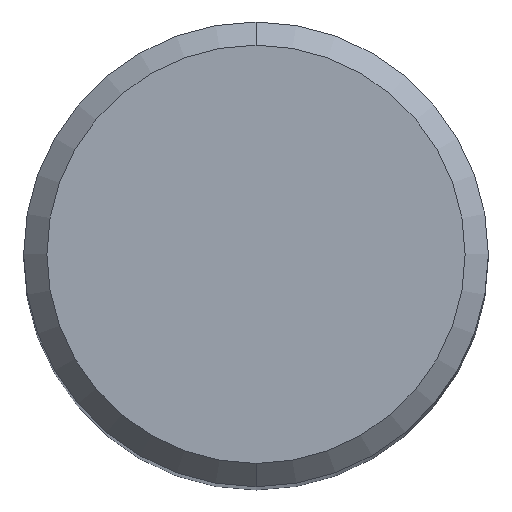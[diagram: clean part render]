
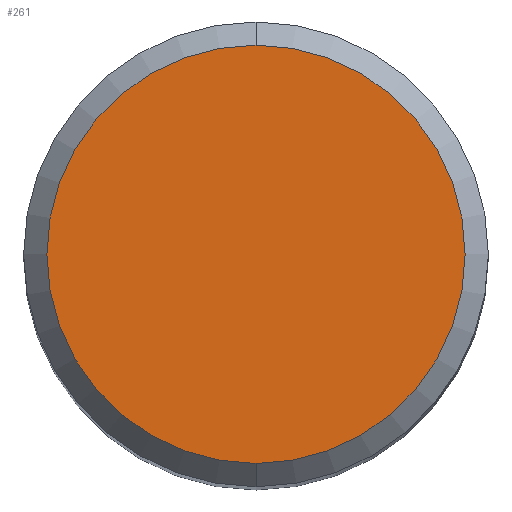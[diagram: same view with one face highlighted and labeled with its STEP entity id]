
A CAD part, top view. The second image highlights one B-rep face of the part: STEP entity #261.
In plain terms, the highlighted planar face has unit normal (0, 0, 1).
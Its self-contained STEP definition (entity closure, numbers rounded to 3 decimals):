
#261=ADVANCED_FACE('',(#577),#578,.T.);
#285=EDGE_CURVE('',#339,#421,#604,.T.);
#339=VERTEX_POINT('',#661);
#385=EDGE_CURVE('',#421,#339,#709,.T.);
#421=VERTEX_POINT('',#751);
#577=FACE_OUTER_BOUND('',#1064,.T.);
#578=PLANE('',#1065);
#604=CIRCLE('',#1133,5.4);
#661=CARTESIAN_POINT('',(0.,-5.4,0.0));
#709=CIRCLE('',#1345,5.4);
#751=CARTESIAN_POINT('',(0.0,5.4,0.0));
#1064=EDGE_LOOP('',(#1609,#1610));
#1065=AXIS2_PLACEMENT_3D('',#1611,#1612,#1613);
#1133=AXIS2_PLACEMENT_3D('',#1640,#1641,#1642);
#1345=AXIS2_PLACEMENT_3D('',#1730,#1731,#1732);
#1609=ORIENTED_EDGE('',*,*,#385,.F.);
#1610=ORIENTED_EDGE('',*,*,#285,.F.);
#1611=CARTESIAN_POINT('',(0.0,2.7,0.0));
#1612=DIRECTION('',(-0.0,0.0,1.0));
#1613=DIRECTION('',(0.0,-1.0,0.0));
#1640=CARTESIAN_POINT('',(0.0,0.0,0.0));
#1641=DIRECTION('',(0.0,0.0,-1.0));
#1642=DIRECTION('',(0.0,1.0,0.0));
#1730=CARTESIAN_POINT('',(0.0,0.0,0.0));
#1731=DIRECTION('',(0.0,0.0,-1.0));
#1732=DIRECTION('',(0.0,1.0,0.0));
